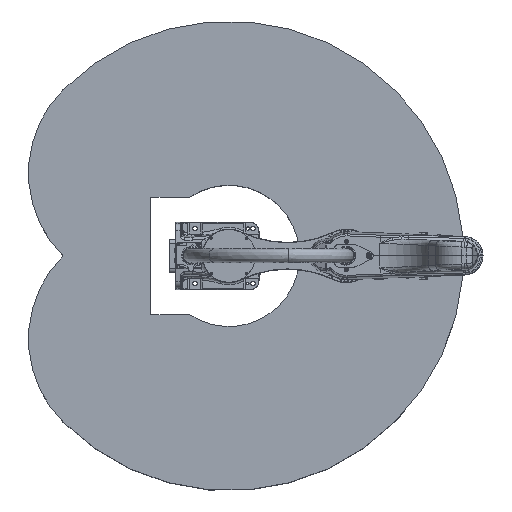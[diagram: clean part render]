
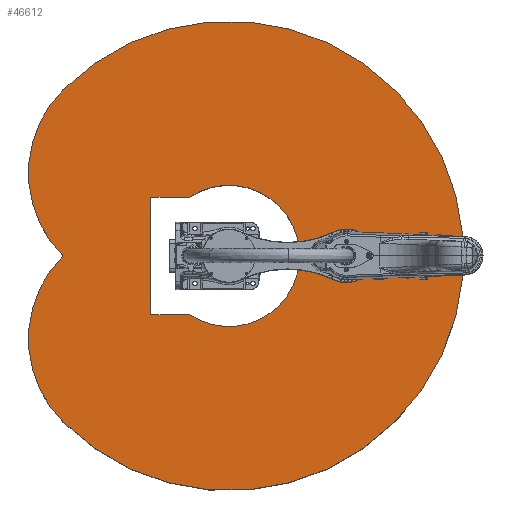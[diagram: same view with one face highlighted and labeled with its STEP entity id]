
A CAD part, top view. The second image highlights one B-rep face of the part: STEP entity #46612.
In plain terms, the highlighted planar face has unit normal (0, 0, 1).
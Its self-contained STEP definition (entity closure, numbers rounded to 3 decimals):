
#939=FACE_BOUND('',#16374,.T.);
#4809=LINE('',#119419,#7764);
#4813=LINE('',#119426,#7768);
#4816=LINE('',#119432,#7771);
#7764=VECTOR('',#62488,10.);
#7768=VECTOR('',#62494,10.);
#7771=VECTOR('',#62499,10.);
#8840=PLANE('',#51144);
#10739=CIRCLE('',#51145,350.);
#10740=CIRCLE('',#51146,700.);
#10741=CIRCLE('',#51147,350.);
#10742=CIRCLE('',#51148,210.494);
#13374=FACE_OUTER_BOUND('',#16373,.T.);
#16373=EDGE_LOOP('',(#41201,#41202,#41203));
#16374=EDGE_LOOP('',(#41204,#41205,#41206,#41207));
#21767=VERTEX_POINT('',#119416);
#21768=VERTEX_POINT('',#119418);
#21770=VERTEX_POINT('',#119424);
#21772=VERTEX_POINT('',#119430);
#21773=VERTEX_POINT('',#119434);
#21774=VERTEX_POINT('',#119435);
#21775=VERTEX_POINT('',#119437);
#28244=EDGE_CURVE('',#21768,#21767,#4809,.T.);
#28248=EDGE_CURVE('',#21767,#21770,#4813,.T.);
#28251=EDGE_CURVE('',#21770,#21772,#4816,.T.);
#28252=EDGE_CURVE('',#21773,#21774,#10739,.T.);
#28253=EDGE_CURVE('',#21774,#21775,#10740,.T.);
#28254=EDGE_CURVE('',#21775,#21773,#10741,.T.);
#28255=EDGE_CURVE('',#21772,#21768,#10742,.T.);
#41201=ORIENTED_EDGE('',*,*,#28252,.T.);
#41202=ORIENTED_EDGE('',*,*,#28253,.T.);
#41203=ORIENTED_EDGE('',*,*,#28254,.T.);
#41204=ORIENTED_EDGE('',*,*,#28244,.T.);
#41205=ORIENTED_EDGE('',*,*,#28248,.T.);
#41206=ORIENTED_EDGE('',*,*,#28251,.T.);
#41207=ORIENTED_EDGE('',*,*,#28255,.T.);
#46612=ADVANCED_FACE('',(#13374,#939),#8840,.T.);
#51144=AXIS2_PLACEMENT_3D('',#119433,#62500,#62501);
#51145=AXIS2_PLACEMENT_3D('',#119436,#62502,#62503);
#51146=AXIS2_PLACEMENT_3D('',#119438,#62504,#62505);
#51147=AXIS2_PLACEMENT_3D('',#119439,#62506,#62507);
#51148=AXIS2_PLACEMENT_3D('',#119440,#62508,#62509);
#62488=DIRECTION('',(-1.,0.,0.));
#62494=DIRECTION('',(0.,1.,0.));
#62499=DIRECTION('',(1.,0.,0.));
#62500=DIRECTION('center_axis',(0.,0.,1.));
#62501=DIRECTION('ref_axis',(1.,0.,0.));
#62502=DIRECTION('center_axis',(0.,0.,1.));
#62503=DIRECTION('ref_axis',(0.707,-0.707,0.));
#62504=DIRECTION('center_axis',(0.,0.,1.));
#62505=DIRECTION('ref_axis',(0.707,0.707,0.));
#62506=DIRECTION('center_axis',(0.,0.,1.));
#62507=DIRECTION('ref_axis',(0.707,-0.707,0.));
#62508=DIRECTION('center_axis',(0.,0.,-1.));
#62509=DIRECTION('ref_axis',(-1.,0.,0.));
#119416=CARTESIAN_POINT('',(-233.,-175.,400.));
#119418=CARTESIAN_POINT('',(-116.973,-175.,400.));
#119419=CARTESIAN_POINT('',(45.953,-175.,400.));
#119424=CARTESIAN_POINT('',(-233.,175.,400.));
#119426=CARTESIAN_POINT('',(-233.,-87.5,400.));
#119430=CARTESIAN_POINT('',(-116.973,175.,400.));
#119432=CARTESIAN_POINT('',(-108.047,175.,400.));
#119433=CARTESIAN_POINT('Origin',(16.906,0.,
400.));
#119434=CARTESIAN_POINT('',(-494.975,0.,400.));
#119435=CARTESIAN_POINT('',(-494.975,-494.975,400.));
#119436=CARTESIAN_POINT('Origin',(-247.487,-247.487,400.));
#119437=CARTESIAN_POINT('',(-494.975,494.975,400.));
#119438=CARTESIAN_POINT('Origin',(0.,0.,400.));
#119439=CARTESIAN_POINT('Origin',(-247.487,247.487,400.));
#119440=CARTESIAN_POINT('Origin',(0.,0.,400.));
